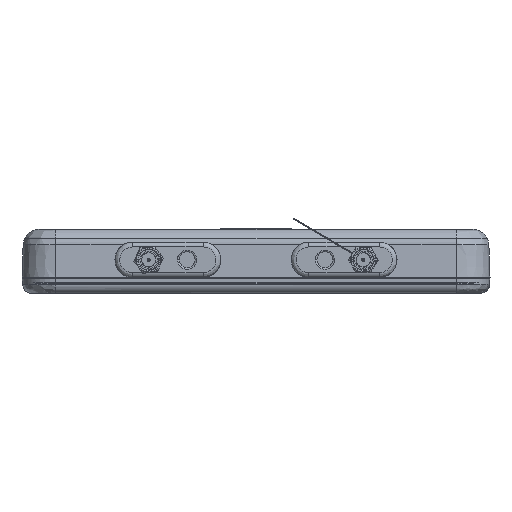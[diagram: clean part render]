
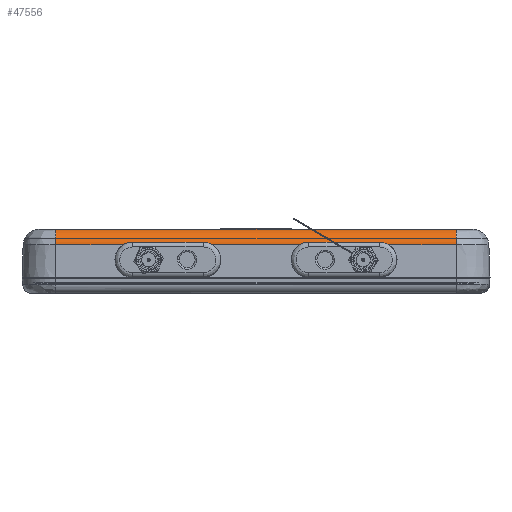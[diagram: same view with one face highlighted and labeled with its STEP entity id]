
A CAD part, front view. The second image highlights one B-rep face of the part: STEP entity #47556.
In plain terms, the highlighted cylindrical face has radius 5 mm (diameter 10 mm), a partial arc.
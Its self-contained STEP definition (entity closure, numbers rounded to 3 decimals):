
#38 = CARTESIAN_POINT ( 'NONE',  ( 40.975, 10.433, 66.654 ) ) ;
#216 = CARTESIAN_POINT ( 'NONE',  ( -15.982, 11.016, 66.567 ) ) ;
#303 = CARTESIAN_POINT ( 'NONE',  ( 0., 10.174, 66.669 ) ) ;
#391 = CARTESIAN_POINT ( 'NONE',  ( -13.578, 10.174, 66.669 ) ) ;
#445 = EDGE_CURVE ( 'NONE', #8846, #39747, #16866, .T. ) ;
#753 = CARTESIAN_POINT ( 'NONE',  ( 62.5, 10., 61.672 ) ) ;
#2131 = CIRCLE ( 'NONE', #24374, 5. ) ;
#2166 = VERTEX_POINT ( 'NONE', #26376 ) ;
#2210 = VERTEX_POINT ( 'NONE', #11994 ) ;
#2252 = B_SPLINE_CURVE_WITH_KNOTS ( 'NONE', 3,
 ( #40350, #18053, #33346, #48146, #10175, #36844, #48317, #25411 ),
 .UNSPECIFIED., .F., .F.,
 ( 4, 2, 2, 4 ),
 ( 0., 0.002, 0.002, 0.003 ),
 .UNSPECIFIED. ) ;
#3302 = CARTESIAN_POINT ( 'NONE',  ( -38.5, 11.016, 66.567 ) ) ;
#3674 = VERTEX_POINT ( 'NONE', #9415 ) ;
#3935 = CARTESIAN_POINT ( 'NONE',  ( 0., 10.174, 66.669 ) ) ;
#4385 = CARTESIAN_POINT ( 'NONE',  ( -15.477, 10.944, 66.584 ) ) ;
#4897 = CARTESIAN_POINT ( 'NONE',  ( 16.5, 11.016, 66.567 ) ) ;
#5267 = DIRECTION ( 'NONE',  ( 1., 0., 0. ) ) ;
#5986 = EDGE_CURVE ( 'NONE', #39747, #23229, #9659, .T. ) ;
#6035 = ORIENTED_EDGE ( 'NONE', *, *, #34547, .T. ) ;
#6439 = VECTOR ( 'NONE', #5267, 1000. ) ;
#8044 = EDGE_CURVE ( 'NONE', #33118, #8846, #39660, .T. ) ;
#8846 = VERTEX_POINT ( 'NONE', #10975 ) ;
#9369 = CARTESIAN_POINT ( 'NONE',  ( 0., 15., 61.672 ) ) ;
#9415 = CARTESIAN_POINT ( 'NONE',  ( 38.5, 11.016, 66.567 ) ) ;
#9424 = ORIENTED_EDGE ( 'NONE', *, *, #15801, .T. ) ;
#9659 = B_SPLINE_CURVE_WITH_KNOTS ( 'NONE', 3,
 ( #20608, #20451, #16913, #47037, #24434, #47372, #24599, #32075 ),
 .UNSPECIFIED., .F., .F.,
 ( 4, 2, 2, 4 ),
 ( 0., 0.002, 0.002, 0.003 ),
 .UNSPECIFIED. ) ;
#10175 = CARTESIAN_POINT ( 'NONE',  ( -39.525, 10.925, 66.585 ) ) ;
#10975 = CARTESIAN_POINT ( 'NONE',  ( -13.578, 10.174, 66.669 ) ) ;
#11272 = CARTESIAN_POINT ( 'NONE',  ( -16.5, 11.016, 66.567 ) ) ;
#11352 = CARTESIAN_POINT ( 'NONE',  ( 40.262, 10.731, 66.618 ) ) ;
#11690 = CARTESIAN_POINT ( 'NONE',  ( -14.494, 10.642, 66.631 ) ) ;
#11752 = FACE_OUTER_BOUND ( 'NONE', #31943, .T. ) ;
#11994 = CARTESIAN_POINT ( 'NONE',  ( 62.5, 10.174, 66.669 ) ) ;
#14321 = ORIENTED_EDGE ( 'NONE', *, *, #8044, .T. ) ;
#14992 = ORIENTED_EDGE ( 'NONE', *, *, #27358, .T. ) ;
#15018 = CARTESIAN_POINT ( 'NONE',  ( 40.506, 10.642, 66.631 ) ) ;
#15429 = AXIS2_PLACEMENT_3D ( 'NONE', #25412, #21715, #41021 ) ;
#15801 = EDGE_CURVE ( 'NONE', #3674, #20151, #20325, .T. ) ;
#16190 = CARTESIAN_POINT ( 'NONE',  ( -62.5, 15., 61.672 ) ) ;
#16255 = ORIENTED_EDGE ( 'NONE', *, *, #445, .T. ) ;
#16866 = LINE ( 'NONE', #18918, #46068 ) ;
#16913 = CARTESIAN_POINT ( 'NONE',  ( 14.482, 10.657, 66.63 ) ) ;
#17255 = DIRECTION ( 'NONE',  ( -1., 0., 0. ) ) ;
#17528 = ORIENTED_EDGE ( 'NONE', *, *, #41776, .F. ) ;
#18053 = CARTESIAN_POINT ( 'NONE',  ( -40.983, 10.449, 66.659 ) ) ;
#18406 = AXIS2_PLACEMENT_3D ( 'NONE', #753, #42352, #31036 ) ;
#18918 = CARTESIAN_POINT ( 'NONE',  ( 0., 10.174, 66.669 ) ) ;
#19255 = DIRECTION ( 'NONE',  ( 1., 0., 0. ) ) ;
#19415 = CARTESIAN_POINT ( 'NONE',  ( 0., 11.016, 66.567 ) ) ;
#19464 = LINE ( 'NONE', #3935, #45030 ) ;
#19841 = VERTEX_POINT ( 'NONE', #33926 ) ;
#20151 = VERTEX_POINT ( 'NONE', #25079 ) ;
#20325 = B_SPLINE_CURVE_WITH_KNOTS ( 'NONE', 3,
 ( #29355, #33339, #29856, #11352, #15018, #38, #26230, #45165 ),
 .UNSPECIFIED., .F., .F.,
 ( 4, 2, 2, 4 ),
 ( 0., 0.002, 0.002, 0.003 ),
 .UNSPECIFIED. ) ;
#20451 = CARTESIAN_POINT ( 'NONE',  ( 14.017, 10.449, 66.659 ) ) ;
#20608 = CARTESIAN_POINT ( 'NONE',  ( 13.578, 10.174, 66.669 ) ) ;
#21395 = VECTOR ( 'NONE', #23238, 1000. ) ;
#21715 = DIRECTION ( 'NONE',  ( 1., 0., 0. ) ) ;
#21891 = CYLINDRICAL_SURFACE ( 'NONE', #15429, 5. ) ;
#22204 = DIRECTION ( 'NONE',  ( 1., 0., 0. ) ) ;
#22399 = ORIENTED_EDGE ( 'NONE', *, *, #28342, .F. ) ;
#23136 = EDGE_CURVE ( 'NONE', #23229, #3674, #23233, .T. ) ;
#23185 = LINE ( 'NONE', #9369, #6439 ) ;
#23213 = CARTESIAN_POINT ( 'NONE',  ( -14.025, 10.433, 66.654 ) ) ;
#23224 = VERTEX_POINT ( 'NONE', #16190 ) ;
#23229 = VERTEX_POINT ( 'NONE', #4897 ) ;
#23233 = LINE ( 'NONE', #19415, #21395 ) ;
#23238 = DIRECTION ( 'NONE',  ( 1., 0., 0. ) ) ;
#24374 = AXIS2_PLACEMENT_3D ( 'NONE', #43873, #17255, #33057 ) ;
#24434 = CARTESIAN_POINT ( 'NONE',  ( 15.475, 10.925, 66.585 ) ) ;
#24599 = CARTESIAN_POINT ( 'NONE',  ( 16.241, 11.016, 66.567 ) ) ;
#25079 = CARTESIAN_POINT ( 'NONE',  ( 41.422, 10.174, 66.669 ) ) ;
#25411 = CARTESIAN_POINT ( 'NONE',  ( -38.5, 11.016, 66.567 ) ) ;
#25412 = CARTESIAN_POINT ( 'NONE',  ( 0., 10., 61.672 ) ) ;
#26230 = CARTESIAN_POINT ( 'NONE',  ( 41.202, 10.312, 66.664 ) ) ;
#26376 = CARTESIAN_POINT ( 'NONE',  ( -62.5, 10.174, 66.669 ) ) ;
#26633 = EDGE_CURVE ( 'NONE', #2166, #23224, #2131, .T. ) ;
#27358 = EDGE_CURVE ( 'NONE', #31176, #33118, #30579, .T. ) ;
#28035 = ORIENTED_EDGE ( 'NONE', *, *, #23136, .T. ) ;
#28302 = ORIENTED_EDGE ( 'NONE', *, *, #28626, .T. ) ;
#28342 = EDGE_CURVE ( 'NONE', #19841, #2210, #28658, .T. ) ;
#28626 = EDGE_CURVE ( 'NONE', #30367, #31176, #2252, .T. ) ;
#28658 = CIRCLE ( 'NONE', #18406, 5. ) ;
#29355 = CARTESIAN_POINT ( 'NONE',  ( 38.5, 11.016, 66.567 ) ) ;
#29856 = CARTESIAN_POINT ( 'NONE',  ( 39.523, 10.944, 66.584 ) ) ;
#30367 = VERTEX_POINT ( 'NONE', #46556 ) ;
#30579 = LINE ( 'NONE', #44987, #34782 ) ;
#30851 = CARTESIAN_POINT ( 'NONE',  ( -16.5, 11.016, 66.567 ) ) ;
#31036 = DIRECTION ( 'NONE',  ( 0., 0., 1. ) ) ;
#31176 = VERTEX_POINT ( 'NONE', #3302 ) ;
#31943 = EDGE_LOOP ( 'NONE', ( #9424, #41064, #22399, #17528, #45290, #6035, #28302, #14992, #14321, #16255, #32179, #28035 ) ) ;
#32075 = CARTESIAN_POINT ( 'NONE',  ( 16.5, 11.016, 66.567 ) ) ;
#32179 = ORIENTED_EDGE ( 'NONE', *, *, #5986, .T. ) ;
#33057 = DIRECTION ( 'NONE',  ( 0., 0., 1. ) ) ;
#33118 = VERTEX_POINT ( 'NONE', #11272 ) ;
#33339 = CARTESIAN_POINT ( 'NONE',  ( 39.018, 11.016, 66.567 ) ) ;
#33346 = CARTESIAN_POINT ( 'NONE',  ( -40.518, 10.657, 66.63 ) ) ;
#33926 = CARTESIAN_POINT ( 'NONE',  ( 62.5, 15., 61.672 ) ) ;
#34405 = DIRECTION ( 'NONE',  ( 1., 0., 0. ) ) ;
#34497 = CARTESIAN_POINT ( 'NONE',  ( -14.738, 10.731, 66.618 ) ) ;
#34547 = EDGE_CURVE ( 'NONE', #2166, #30367, #19464, .T. ) ;
#34674 = CARTESIAN_POINT ( 'NONE',  ( 13.578, 10.174, 66.669 ) ) ;
#34782 = VECTOR ( 'NONE', #22204, 1000. ) ;
#35235 = LINE ( 'NONE', #303, #36983 ) ;
#36844 = CARTESIAN_POINT ( 'NONE',  ( -39.015, 10.998, 66.571 ) ) ;
#36983 = VECTOR ( 'NONE', #34405, 1000. ) ;
#39660 = B_SPLINE_CURVE_WITH_KNOTS ( 'NONE', 3,
 ( #30851, #216, #4385, #34497, #11690, #23213, #41663, #391 ),
 .UNSPECIFIED., .F., .F.,
 ( 4, 2, 2, 4 ),
 ( 0., 0.002, 0.002, 0.003 ),
 .UNSPECIFIED. ) ;
#39747 = VERTEX_POINT ( 'NONE', #34674 ) ;
#40350 = CARTESIAN_POINT ( 'NONE',  ( -41.422, 10.174, 66.669 ) ) ;
#41021 = DIRECTION ( 'NONE',  ( 0., 0., -1. ) ) ;
#41064 = ORIENTED_EDGE ( 'NONE', *, *, #44010, .T. ) ;
#41663 = CARTESIAN_POINT ( 'NONE',  ( -13.798, 10.312, 66.664 ) ) ;
#41776 = EDGE_CURVE ( 'NONE', #23224, #19841, #23185, .T. ) ;
#42352 = DIRECTION ( 'NONE',  ( 1., 0., 0. ) ) ;
#43873 = CARTESIAN_POINT ( 'NONE',  ( -62.5, 10., 61.672 ) ) ;
#44010 = EDGE_CURVE ( 'NONE', #20151, #2210, #35235, .T. ) ;
#44987 = CARTESIAN_POINT ( 'NONE',  ( 0., 11.016, 66.567 ) ) ;
#45030 = VECTOR ( 'NONE', #19255, 1000. ) ;
#45165 = CARTESIAN_POINT ( 'NONE',  ( 41.422, 10.174, 66.669 ) ) ;
#45290 = ORIENTED_EDGE ( 'NONE', *, *, #26633, .F. ) ;
#45526 = DIRECTION ( 'NONE',  ( 1., 0., 0. ) ) ;
#46068 = VECTOR ( 'NONE', #45526, 1000. ) ;
#46556 = CARTESIAN_POINT ( 'NONE',  ( -41.422, 10.174, 66.669 ) ) ;
#47037 = CARTESIAN_POINT ( 'NONE',  ( 15.221, 10.871, 66.596 ) ) ;
#47372 = CARTESIAN_POINT ( 'NONE',  ( 15.985, 10.998, 66.571 ) ) ;
#47556 = ADVANCED_FACE ( 'NONE', ( #11752 ), #21891, .T. ) ;
#48146 = CARTESIAN_POINT ( 'NONE',  ( -39.779, 10.871, 66.596 ) ) ;
#48317 = CARTESIAN_POINT ( 'NONE',  ( -38.759, 11.016, 66.567 ) ) ;
